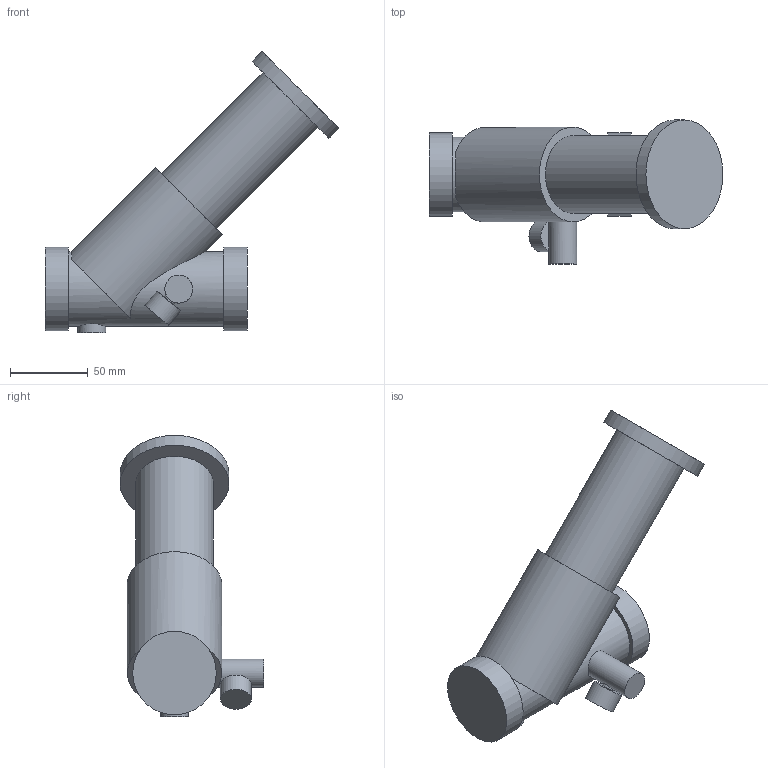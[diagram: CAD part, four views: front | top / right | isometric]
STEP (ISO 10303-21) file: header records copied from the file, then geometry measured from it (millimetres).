
FILE_DESCRIPTION(/* description */ ('STEP AP203'),/* implementation_level */ '2;1');
FILE_NAME(/* name */ '0731G040CH',/* time_stamp */ '2024-03-19T17:23:08+01:00',/* author */ ('License CC BY-ND 4.0'),/* organization */ ('CADENAS'),/* preprocessor_version */ 'ST-DEVELOPER v19.3',/* originating_system */ 'PARTsolutions',/* authorisation */ ' ');
FILE_SCHEMA (('CONFIG_CONTROL_DESIGN'));
Length unit declared in the file: millimetre
Products named in the file (1): 0731G040CH
Bounding box: 189 x 92.5 x 181 mm (x, y, z)
Volume: 642004.8 mm3; surface area: 60226.2 mm2
Topology: 1 solids, 1 shells, 25 faces, 43 edges, 29 vertices
Faces by surface type: plane 14, cylinder 11
Full cylindrical faces by diameter (mm): 8 x1, 18 x3, 20 x1, 48 x1, 50 x1, 53.746 x2, 61 x1, 70 x1
Entity records: 646 total; most frequent: CARTESIAN_POINT 196, DIRECTION 94, ORIENTED_EDGE 54, AXIS2_PLACEMENT_3D 47, EDGE_LOOP 46, FACE_BOUND 46, EDGE_CURVE 27, VERTEX_POINT 25
